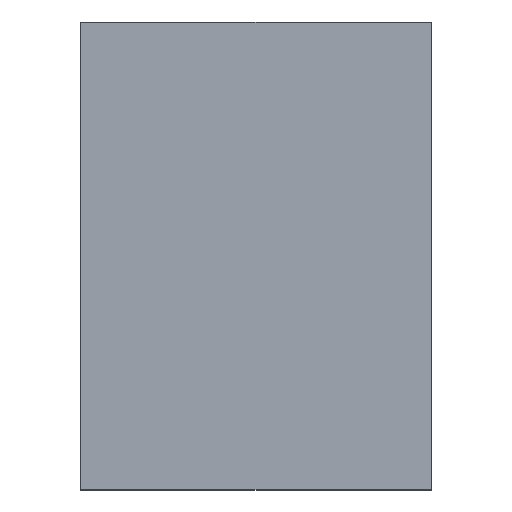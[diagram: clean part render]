
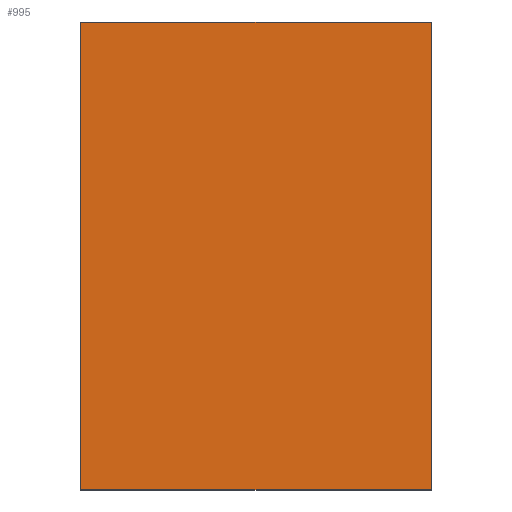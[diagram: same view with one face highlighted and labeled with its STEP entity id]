
A CAD part, top view. The second image highlights one B-rep face of the part: STEP entity #995.
In plain terms, the highlighted face is planar.
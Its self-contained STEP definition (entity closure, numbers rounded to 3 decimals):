
#407=DIRECTION('',(0.,0.,1.));
#408=VECTOR('',#407,2.);
#409=CARTESIAN_POINT('',(-0.75,0.95,-1.));
#410=LINE('',#409,#408);
#414=DIRECTION('',(-1.,0.,0.));
#415=VECTOR('',#414,1.5);
#416=CARTESIAN_POINT('',(0.75,0.95,-1.));
#417=LINE('',#416,#415);
#421=DIRECTION('',(0.,0.,-1.));
#422=VECTOR('',#421,2.);
#423=CARTESIAN_POINT('',(0.75,0.95,1.));
#424=LINE('',#423,#422);
#428=DIRECTION('',(1.,0.,0.));
#429=VECTOR('',#428,1.5);
#430=CARTESIAN_POINT('',(-0.75,0.95,1.));
#431=LINE('',#430,#429);
#700=CARTESIAN_POINT('',(-0.75,0.95,-1.));
#701=CARTESIAN_POINT('',(-0.75,0.95,1.));
#702=VERTEX_POINT('',#700);
#703=VERTEX_POINT('',#701);
#704=CARTESIAN_POINT('',(0.75,0.95,1.));
#705=VERTEX_POINT('',#704);
#706=CARTESIAN_POINT('',(0.75,0.95,-1.));
#707=VERTEX_POINT('',#706);
#984=CARTESIAN_POINT('',(0.,0.95,0.));
#985=DIRECTION('',(0.,1.,0.));
#986=DIRECTION('',(1.,0.,0.));
#987=AXIS2_PLACEMENT_3D('',#984,#985,#986);
#988=PLANE('',#987);
#989=ORIENTED_EDGE('',*,*,#894,.F.);
#990=ORIENTED_EDGE('',*,*,#930,.F.);
#991=ORIENTED_EDGE('',*,*,#944,.F.);
#992=ORIENTED_EDGE('',*,*,#978,.F.);
#993=EDGE_LOOP('',(#989,#990,#991,#992));
#994=FACE_OUTER_BOUND('',#993,.F.);
#894=EDGE_CURVE('',#702,#703,#410,.T.);
#930=EDGE_CURVE('',#707,#702,#417,.T.);
#944=EDGE_CURVE('',#705,#707,#424,.T.);
#978=EDGE_CURVE('',#703,#705,#431,.T.);
#995=ADVANCED_FACE('',(#994),#988,.T.);
